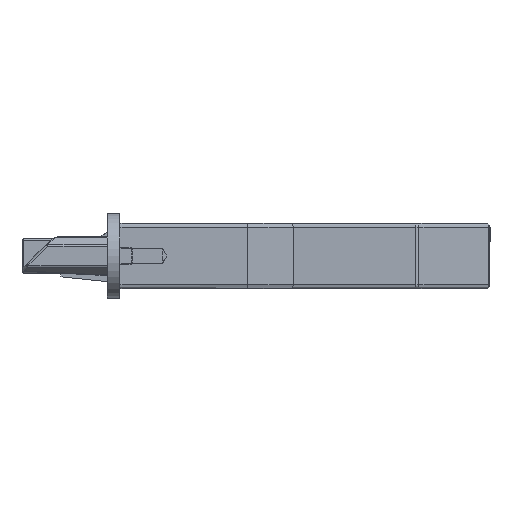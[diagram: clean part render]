
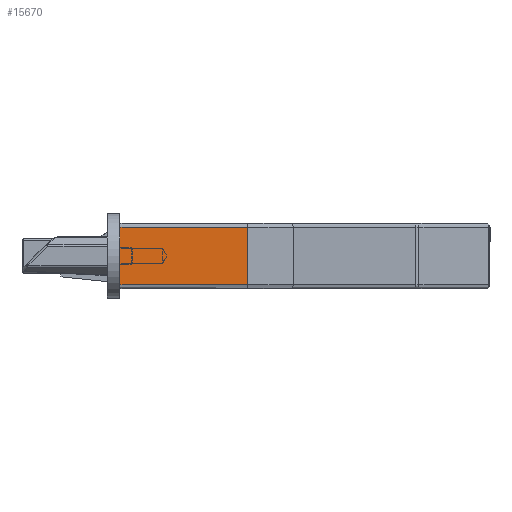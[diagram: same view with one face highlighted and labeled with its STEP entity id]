
A CAD part, front view. The second image highlights one B-rep face of the part: STEP entity #15670.
In plain terms, the highlighted face is planar.
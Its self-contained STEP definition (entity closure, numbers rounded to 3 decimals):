
#19 = CARTESIAN_POINT ( 'NONE',  ( -33.75, -0.7, 6.75 ) ) ;
#385 = VECTOR ( 'NONE', #14438, 1000. ) ;
#1874 = VERTEX_POINT ( 'NONE', #9879 ) ;
#2337 = EDGE_LOOP ( 'NONE', ( #9819, #12344, #4435, #20781 ) ) ;
#4341 = VECTOR ( 'NONE', #8016, 1000. ) ;
#4435 = ORIENTED_EDGE ( 'NONE', *, *, #6325, .T. ) ;
#5071 = EDGE_CURVE ( 'NONE', #15563, #1874, #16522, .T. ) ;
#5740 = VERTEX_POINT ( 'NONE', #13667 ) ;
#6015 = DIRECTION ( 'NONE',  ( 0., 0., 1. ) ) ;
#6325 = EDGE_CURVE ( 'NONE', #5740, #6769, #7519, .T. ) ;
#6645 = LINE ( 'NONE', #17186, #4341 ) ;
#6767 = DIRECTION ( 'NONE',  ( -1., 0., 0. ) ) ;
#6769 = VERTEX_POINT ( 'NONE', #17889 ) ;
#7519 = LINE ( 'NONE', #9750, #385 ) ;
#7850 = EDGE_CURVE ( 'NONE', #15563, #5740, #6645, .T. ) ;
#8016 = DIRECTION ( 'NONE',  ( 0., -1., 0. ) ) ;
#8123 = PLANE ( 'NONE',  #15194 ) ;
#8140 = CARTESIAN_POINT ( 'NONE',  ( -33.75, -0.7, -7.75 ) ) ;
#9750 = CARTESIAN_POINT ( 'NONE',  ( -33.75, -30.7, -7.75 ) ) ;
#9819 = ORIENTED_EDGE ( 'NONE', *, *, #5071, .F. ) ;
#9879 = CARTESIAN_POINT ( 'NONE',  ( -33.75, -0.7, 6.75 ) ) ;
#11854 = DIRECTION ( 'NONE',  ( 0., 0., 1. ) ) ;
#11960 = DIRECTION ( 'NONE',  ( 0., 1., 0. ) ) ;
#12344 = ORIENTED_EDGE ( 'NONE', *, *, #7850, .T. ) ;
#13103 = EDGE_CURVE ( 'NONE', #6769, #1874, #13658, .T. ) ;
#13658 = LINE ( 'NONE', #19, #19132 ) ;
#13667 = CARTESIAN_POINT ( 'NONE',  ( -33.75, -30.7, -6.75 ) ) ;
#14438 = DIRECTION ( 'NONE',  ( 0., 0., 1. ) ) ;
#15078 = VECTOR ( 'NONE', #6015, 1000. ) ;
#15194 = AXIS2_PLACEMENT_3D ( 'NONE', #18652, #6767, #11854 ) ;
#15563 = VERTEX_POINT ( 'NONE', #20126 ) ;
#15670 = ADVANCED_FACE ( 'NONE', ( #22158 ), #8123, .T. ) ;
#16522 = LINE ( 'NONE', #8140, #15078 ) ;
#17186 = CARTESIAN_POINT ( 'NONE',  ( -33.75, -41.5, -6.75 ) ) ;
#17889 = CARTESIAN_POINT ( 'NONE',  ( -33.75, -30.7, 6.75 ) ) ;
#18652 = CARTESIAN_POINT ( 'NONE',  ( -33.75, -41.5, -7.75 ) ) ;
#19132 = VECTOR ( 'NONE', #11960, 1000. ) ;
#20126 = CARTESIAN_POINT ( 'NONE',  ( -33.75, -0.7, -6.75 ) ) ;
#20781 = ORIENTED_EDGE ( 'NONE', *, *, #13103, .T. ) ;
#22158 = FACE_OUTER_BOUND ( 'NONE', #2337, .T. ) ;
